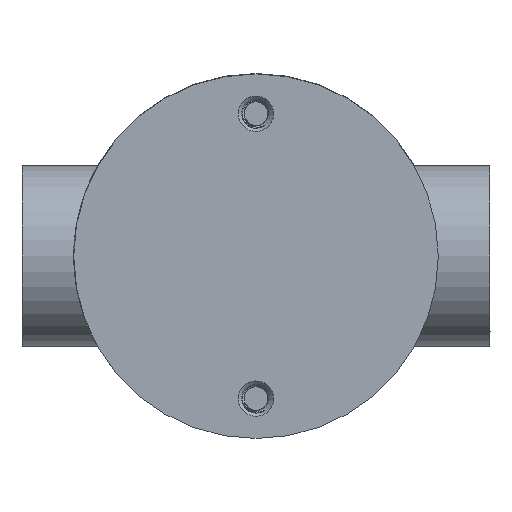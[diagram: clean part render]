
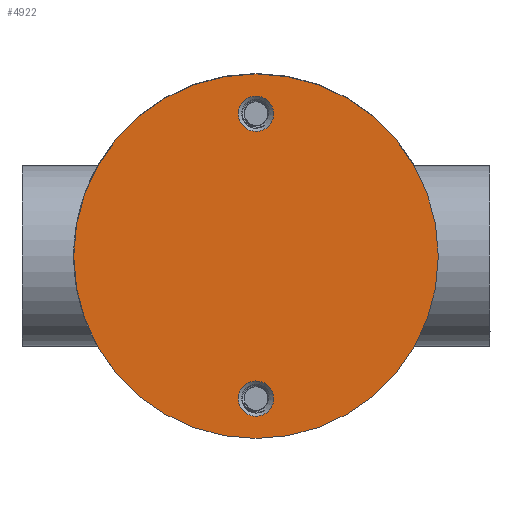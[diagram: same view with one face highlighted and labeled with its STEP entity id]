
A CAD part, front view. The second image highlights one B-rep face of the part: STEP entity #4922.
In plain terms, the highlighted planar face has unit normal (0, -1, -0.001).
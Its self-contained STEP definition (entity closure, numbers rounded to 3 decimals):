
#684 = DIRECTION ( 'NONE',  ( 0., 1., 0. ) ) ;
#942 = AXIS2_PLACEMENT_3D ( 'NONE', #7753, #6776, #13066 ) ;
#1790 = FACE_OUTER_BOUND ( 'NONE', #11795, .T. ) ;
#2304 = EDGE_LOOP ( 'NONE', ( #11697 ) ) ;
#3523 = DIRECTION ( 'NONE',  ( 0., 1., 0. ) ) ;
#3806 = CARTESIAN_POINT ( 'NONE',  ( -3.1, -17.916, -25. ) ) ;
#4357 = DIRECTION ( 'NONE',  ( -1., 0., 0. ) ) ;
#4646 = ORIENTED_EDGE ( 'NONE', *, *, #12231, .T. ) ;
#4922 = ADVANCED_FACE ( 'NONE', ( #13276, #6846, #1790 ), #10180, .F. ) ;
#5882 = EDGE_CURVE ( 'NONE', #8506, #8506, #12988, .T. ) ;
#6429 = CARTESIAN_POINT ( 'NONE',  ( 0., -17.916, 0. ) ) ;
#6644 = EDGE_CURVE ( 'NONE', #11682, #11682, #6810, .T. ) ;
#6776 = DIRECTION ( 'NONE',  ( 0., 1., 0. ) ) ;
#6810 = CIRCLE ( 'NONE', #8563, 32. ) ;
#6846 = FACE_BOUND ( 'NONE', #2304, .T. ) ;
#7062 = DIRECTION ( 'NONE',  ( -1., 0., 0. ) ) ;
#7110 = EDGE_LOOP ( 'NONE', ( #4646 ) ) ;
#7347 = CARTESIAN_POINT ( 'NONE',  ( 0., -17.916, 25. ) ) ;
#7465 = AXIS2_PLACEMENT_3D ( 'NONE', #7347, #8258, #10525 ) ;
#7540 = CARTESIAN_POINT ( 'NONE',  ( -3.1, -17.916, 25. ) ) ;
#7753 = CARTESIAN_POINT ( 'NONE',  ( 0., -17.916, -25. ) ) ;
#7963 = VERTEX_POINT ( 'NONE', #3806 ) ;
#8258 = DIRECTION ( 'NONE',  ( 0., 1., 0. ) ) ;
#8506 = VERTEX_POINT ( 'NONE', #7540 ) ;
#8563 = AXIS2_PLACEMENT_3D ( 'NONE', #6429, #3523, #4357 ) ;
#9573 = CIRCLE ( 'NONE', #942, 3.1 ) ;
#9905 = AXIS2_PLACEMENT_3D ( 'NONE', #11063, #684, #7062 ) ;
#10180 = PLANE ( 'NONE',  #9905 ) ;
#10525 = DIRECTION ( 'NONE',  ( -1., 0., 0. ) ) ;
#11063 = CARTESIAN_POINT ( 'NONE',  ( 0., -17.916, 0. ) ) ;
#11326 = ORIENTED_EDGE ( 'NONE', *, *, #6644, .F. ) ;
#11682 = VERTEX_POINT ( 'NONE', #13277 ) ;
#11697 = ORIENTED_EDGE ( 'NONE', *, *, #5882, .T. ) ;
#11795 = EDGE_LOOP ( 'NONE', ( #11326 ) ) ;
#12231 = EDGE_CURVE ( 'NONE', #7963, #7963, #9573, .T. ) ;
#12988 = CIRCLE ( 'NONE', #7465, 3.1 ) ;
#13066 = DIRECTION ( 'NONE',  ( -1., 0., 0. ) ) ;
#13276 = FACE_BOUND ( 'NONE', #7110, .T. ) ;
#13277 = CARTESIAN_POINT ( 'NONE',  ( -32., -17.916, 0. ) ) ;
